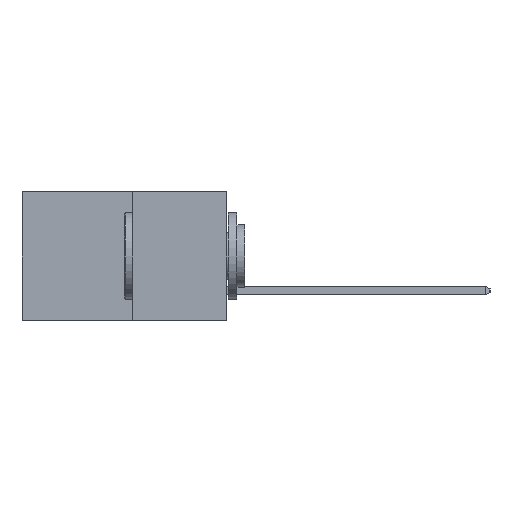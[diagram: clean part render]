
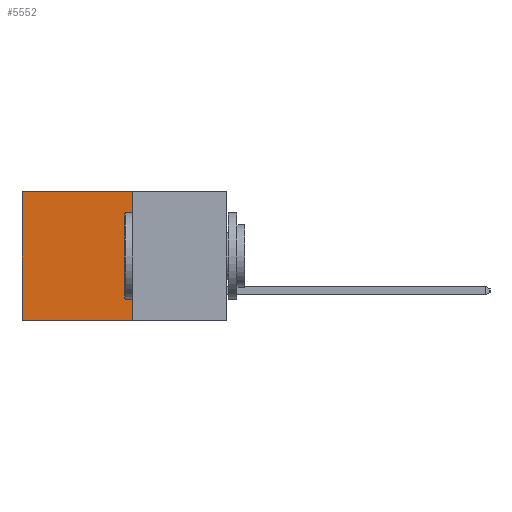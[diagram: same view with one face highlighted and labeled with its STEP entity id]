
A CAD part, left-side view. The second image highlights one B-rep face of the part: STEP entity #5552.
In plain terms, the highlighted planar face has unit normal (-1, 0, 0).
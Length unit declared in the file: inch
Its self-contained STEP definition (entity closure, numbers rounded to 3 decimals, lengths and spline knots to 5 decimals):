
#389 = CARTESIAN_POINT ( 'NONE',  ( 0.277, 0.27, -0.37 ) ) ;
#804 = FACE_OUTER_BOUND ( 'NONE', #6137, .T. ) ;
#1204 = DIRECTION ( 'NONE',  ( 0., 0., -1. ) ) ;
#1560 = LINE ( 'NONE', #3862, #3339 ) ;
#1804 = VERTEX_POINT ( 'NONE', #3990 ) ;
#1869 = LINE ( 'NONE', #6916, #5353 ) ;
#2307 = CARTESIAN_POINT ( 'NONE',  ( 0.277, 0.59, 0. ) ) ;
#2467 = DIRECTION ( 'NONE',  ( 0., 1., 0. ) ) ;
#2515 = CARTESIAN_POINT ( 'NONE',  ( 0.277, 0.27, 0. ) ) ;
#2682 = VECTOR ( 'NONE', #4433, 39.37008 ) ;
#2693 = LINE ( 'NONE', #2515, #5935 ) ;
#2749 = ORIENTED_EDGE ( 'NONE', *, *, #6265, .F. ) ;
#3274 = CARTESIAN_POINT ( 'NONE',  ( 0.277, 0.27, -0.37 ) ) ;
#3339 = VECTOR ( 'NONE', #1204, 39.37008 ) ;
#3734 = VERTEX_POINT ( 'NONE', #3274 ) ;
#3862 = CARTESIAN_POINT ( 'NONE',  ( 0.277, 0.59, -0.37 ) ) ;
#3990 = CARTESIAN_POINT ( 'NONE',  ( 0.277, 0.27, 0. ) ) ;
#4180 = DIRECTION ( 'NONE',  ( 1., 0., 0. ) ) ;
#4250 = CARTESIAN_POINT ( 'NONE',  ( 0.277, 0.59, -0.37 ) ) ;
#4426 = CARTESIAN_POINT ( 'NONE',  ( 0.277, 0.27, -0.37 ) ) ;
#4433 = DIRECTION ( 'NONE',  ( 0., 1., 0. ) ) ;
#4607 = PLANE ( 'NONE',  #6353 ) ;
#5353 = VECTOR ( 'NONE', #6907, 39.37008 ) ;
#5552 = ADVANCED_FACE ( 'NONE', ( #804 ), #4607, .F. ) ;
#5653 = EDGE_CURVE ( 'NONE', #6550, #7299, #1560, .T. ) ;
#5935 = VECTOR ( 'NONE', #2467, 39.37008 ) ;
#6137 = EDGE_LOOP ( 'NONE', ( #8009, #6851, #2749, #8317 ) ) ;
#6138 = LINE ( 'NONE', #4426, #2682 ) ;
#6265 = EDGE_CURVE ( 'NONE', #1804, #3734, #1869, .T. ) ;
#6353 = AXIS2_PLACEMENT_3D ( 'NONE', #389, #4180, #7470 ) ;
#6550 = VERTEX_POINT ( 'NONE', #2307 ) ;
#6851 = ORIENTED_EDGE ( 'NONE', *, *, #7266, .F. ) ;
#6907 = DIRECTION ( 'NONE',  ( 0., 0., -1. ) ) ;
#6916 = CARTESIAN_POINT ( 'NONE',  ( 0.277, 0.27, -0.37 ) ) ;
#7266 = EDGE_CURVE ( 'NONE', #3734, #7299, #6138, .T. ) ;
#7299 = VERTEX_POINT ( 'NONE', #4250 ) ;
#7470 = DIRECTION ( 'NONE',  ( 0., 0., -1. ) ) ;
#7497 = EDGE_CURVE ( 'NONE', #1804, #6550, #2693, .T. ) ;
#8009 = ORIENTED_EDGE ( 'NONE', *, *, #5653, .T. ) ;
#8317 = ORIENTED_EDGE ( 'NONE', *, *, #7497, .T. ) ;
